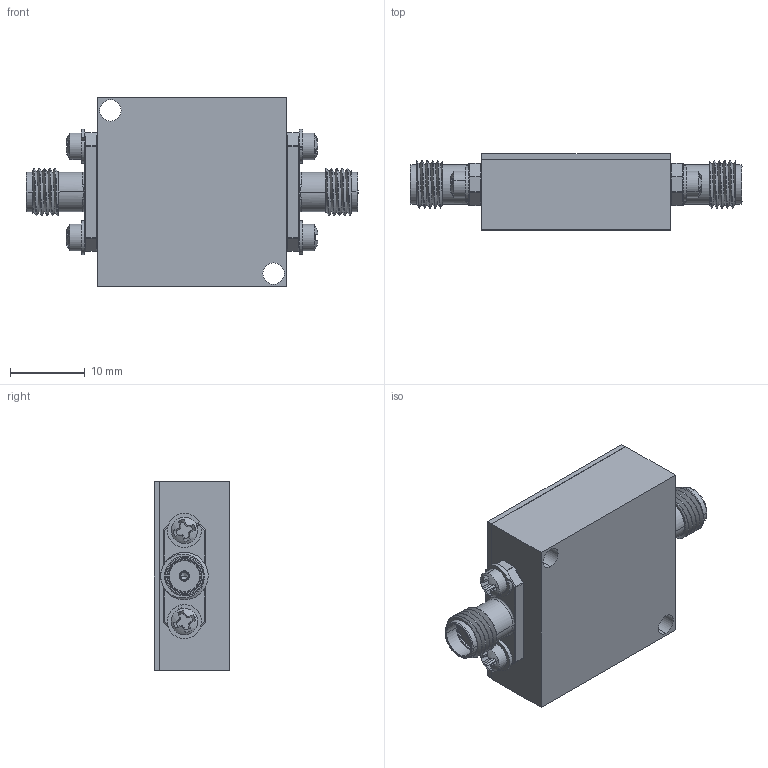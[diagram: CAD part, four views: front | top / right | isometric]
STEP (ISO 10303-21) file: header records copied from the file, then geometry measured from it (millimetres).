
FILE_DESCRIPTION (( 'STEP AP214' ), '1' );
FILE_NAME ('3D_STEP_LM-1G18G-15-10W-500WP-SFF.STEP', '2024-05-07T13:34:45', ( '' ), ( '' ), 'SwSTEP 2.0', 'SolidWorks 2023', '' );
FILE_SCHEMA (( 'AUTOMOTIVE_DESIGN' ));
Length unit declared in the file: inch
Products named in the file (21): 26648700 - Substrate (Rev A1); PL45-391 Medium Barrier Schottky Diode SMB214-12  SA; PL256-SW 2-56 Split Lock Washer (UNBENT) EMP; Low Temp Solder; 3 Mil Ribbon Bond (4); PL500-1250 HEAT SPREADER 55X25X20 MDH; AuSn Solder; PL080-P1_8F 0-80 FLATHEAD P125 MDH_91771A052; 3D_STEP_LM-1G18G-15-10W-500WP-SFF; 26148704 - Housing DMH; PL80-099 SMA 12-Mil-Pin .625 FLANG .481 MOUNT CONNECTOR MDH_PL80-099; 26248725 - RF Cover DMH; 3 Mil Ribbon Bond (2); PL55-983 TGL2217 VPIN LILITER MDH_TGL2217; PL256-P3-16FI 2-56 Phillips Fillister Screw  0.1875 MDH_91737A047; 3 Mil Ribbon Bond (3); PL45-024 CLA4609 PIN DIODE MDH; PL100-196 40GHz STRESS RELIEF TAB .012 PIN MDH; PL500-1849 20X20X10 BONDING PAD JNE_PL25-105; 27348700 - 20 Mil Gold Shim (1); PL75-509 RF Feedthru 12-MiL-Pin MDH_HA-2940
Assembly tree (48 placements, depth 2):
  3D_STEP_LM-1G18G-15-10W-500WP-SFF
    PL080-P1_8F 0-80 FLATHEAD P125 MDH_91771A052  x14
    26148704 - Housing DMH
    26248725 - RF Cover DMH
    26648700 - Substrate (Rev A1)
    PL80-099 SMA 12-Mil-Pin .625 FLANG .481 MOUNT CONNECTOR MDH_PL80-099  x2
    PL75-509 RF Feedthru 12-MiL-Pin MDH_HA-2940  x2
    PL256-P3-16FI 2-56 Phillips Fillister Screw  0.1875 MDH_91737A047  x4
    PL256-SW 2-56 Split Lock Washer (UNBENT) EMP  x4
    PL100-196 40GHz STRESS RELIEF TAB .012 PIN MDH  x2
    27348700 - 20 Mil Gold Shim (1)  x2
    3 Mil Ribbon Bond (2)
    3 Mil Ribbon Bond (4)  x4
    3 Mil Ribbon Bond (3)
    PL500-1849 20X20X10 BONDING PAD JNE_PL25-105
    PL45-391 Medium Barrier Schottky Diode SMB214-12  SA
    PL500-1250 HEAT SPREADER 55X25X20 MDH
    AuSn Solder  x2
    Low Temp Solder
    PL45-024 CLA4609 PIN DIODE MDH  x2
    PL55-983 TGL2217 VPIN LILITER MDH_TGL2217
Bounding box: 44.45 x 10.16 x 25.4 mm (x, y, z)
Volume: 6766.4 mm3; surface area: 6508.5 mm2
Topology: 59 solids, 59 shells, 1781 faces, 4430 edges, 2782 vertices
Faces by surface type: plane 918, cylinder 384, cone 184, bspline 153, torus 98, sphere 44
Entity records: 37071 total; most frequent: CARTESIAN_POINT 12398, ORIENTED_EDGE 4894, DIRECTION 4828, EDGE_CURVE 2447, AXIS2_PLACEMENT_3D 1663, VERTEX_POINT 1574, LINE 1502, VECTOR 1502
